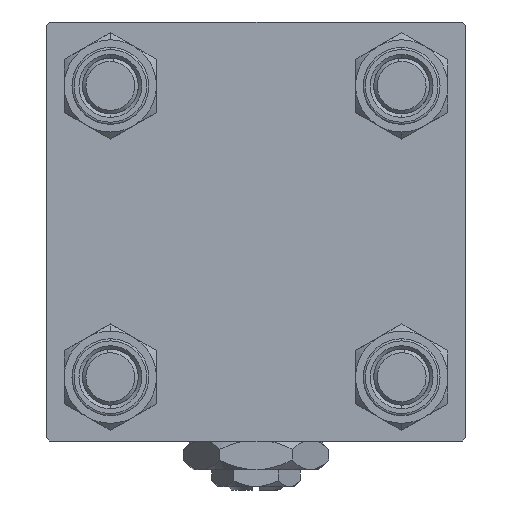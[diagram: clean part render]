
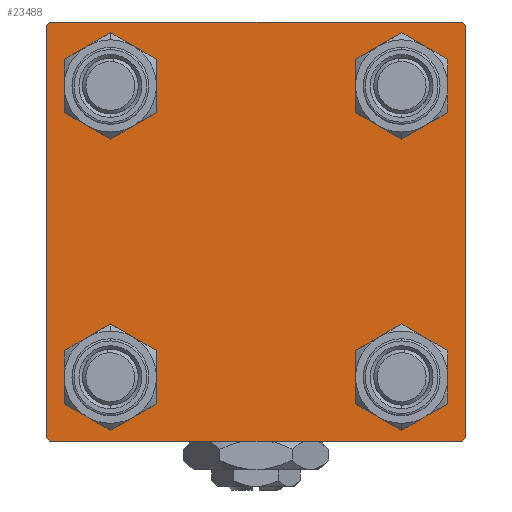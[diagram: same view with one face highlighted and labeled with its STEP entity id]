
A CAD part, left-side view. The second image highlights one B-rep face of the part: STEP entity #23488.
In plain terms, the highlighted planar face has unit normal (-1, 0, 0).
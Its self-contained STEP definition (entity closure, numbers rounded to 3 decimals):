
#234 = EDGE_CURVE ( 'NONE', #11209, #12087, #31943, .T. ) ;
#345 = FACE_OUTER_BOUND ( 'NONE', #3361, .T. ) ;
#400 = CARTESIAN_POINT ( 'NONE',  ( 0., -20.85, 20.85 ) ) ;
#735 = EDGE_CURVE ( 'NONE', #42134, #15515, #11405, .T. ) ;
#867 = PLANE ( 'NONE',  #1851 ) ;
#1205 = CARTESIAN_POINT ( 'NONE',  ( 0., 20.85, -16.35 ) ) ;
#1851 = AXIS2_PLACEMENT_3D ( 'NONE', #49413, #36752, #25155 ) ;
#1922 = EDGE_CURVE ( 'NONE', #13574, #33667, #14013, .T. ) ;
#3361 = EDGE_LOOP ( 'NONE', ( #39490, #35849, #30288, #4805, #12321, #23206, #20703, #45053 ) ) ;
#3693 = DIRECTION ( 'NONE',  ( 0., 0.707, -0.707 ) ) ;
#3711 = VERTEX_POINT ( 'NONE', #1205 ) ;
#3772 = AXIS2_PLACEMENT_3D ( 'NONE', #22989, #39078, #51223 ) ;
#4099 = EDGE_CURVE ( 'NONE', #33988, #8670, #18806, .T. ) ;
#4500 = CARTESIAN_POINT ( 'NONE',  ( 0., 20.85, 20.85 ) ) ;
#4570 = FACE_BOUND ( 'NONE', #44210, .T. ) ;
#4711 = CARTESIAN_POINT ( 'NONE',  ( 0., -20.85, -25.35 ) ) ;
#4786 = CIRCLE ( 'NONE', #18250, 4.5 ) ;
#4805 = ORIENTED_EDGE ( 'NONE', *, *, #44484, .T. ) ;
#5027 = CARTESIAN_POINT ( 'NONE',  ( 0., -30., -29.5 ) ) ;
#5096 = FACE_BOUND ( 'NONE', #24736, .T. ) ;
#6451 = CARTESIAN_POINT ( 'NONE',  ( 0., -20.85, -20.85 ) ) ;
#7051 = AXIS2_PLACEMENT_3D ( 'NONE', #21233, #13049, #28913 ) ;
#7185 = LINE ( 'NONE', #30961, #22639 ) ;
#8375 = ORIENTED_EDGE ( 'NONE', *, *, #20708, .T. ) ;
#8667 = CARTESIAN_POINT ( 'NONE',  ( 0., 30., -29.5 ) ) ;
#8670 = VERTEX_POINT ( 'NONE', #9991 ) ;
#9485 = CIRCLE ( 'NONE', #50778, 4.5 ) ;
#9964 = LINE ( 'NONE', #34248, #45548 ) ;
#9991 = CARTESIAN_POINT ( 'NONE',  ( 0., -29.5, 30. ) ) ;
#10579 = VECTOR ( 'NONE', #3693, 1000. ) ;
#11012 = ORIENTED_EDGE ( 'NONE', *, *, #27386, .T. ) ;
#11209 = VERTEX_POINT ( 'NONE', #41686 ) ;
#11405 = LINE ( 'NONE', #31752, #13977 ) ;
#12087 = VERTEX_POINT ( 'NONE', #22692 ) ;
#12321 = ORIENTED_EDGE ( 'NONE', *, *, #28781, .F. ) ;
#12972 = CARTESIAN_POINT ( 'NONE',  ( 0., 20.85, 25.35 ) ) ;
#13049 = DIRECTION ( 'NONE',  ( 1., 0., 0. ) ) ;
#13565 = AXIS2_PLACEMENT_3D ( 'NONE', #400, #17482, #25668 ) ;
#13574 = VERTEX_POINT ( 'NONE', #12972 ) ;
#13924 = VECTOR ( 'NONE', #46606, 1000. ) ;
#13977 = VECTOR ( 'NONE', #42807, 1000. ) ;
#14013 = CIRCLE ( 'NONE', #30033, 4.5 ) ;
#14434 = LINE ( 'NONE', #26314, #13924 ) ;
#14981 = ORIENTED_EDGE ( 'NONE', *, *, #42080, .T. ) ;
#15515 = VERTEX_POINT ( 'NONE', #37719 ) ;
#15518 = EDGE_CURVE ( 'NONE', #33667, #13574, #21070, .T. ) ;
#16314 = CIRCLE ( 'NONE', #7051, 4.5 ) ;
#16441 = VERTEX_POINT ( 'NONE', #4711 ) ;
#17153 = ORIENTED_EDGE ( 'NONE', *, *, #1922, .T. ) ;
#17442 = EDGE_CURVE ( 'NONE', #11209, #8670, #9964, .T. ) ;
#17482 = DIRECTION ( 'NONE',  ( 1., 0., 0. ) ) ;
#17668 = DIRECTION ( 'NONE',  ( 1., 0., 0. ) ) ;
#17896 = CARTESIAN_POINT ( 'NONE',  ( 0., 20.85, 20.85 ) ) ;
#18191 = VERTEX_POINT ( 'NONE', #47823 ) ;
#18250 = AXIS2_PLACEMENT_3D ( 'NONE', #38157, #34206, #18362 ) ;
#18362 = DIRECTION ( 'NONE',  ( 0., 0., 1. ) ) ;
#18806 = LINE ( 'NONE', #47307, #31796 ) ;
#19500 = CARTESIAN_POINT ( 'NONE',  ( 0., 20.85, -25.35 ) ) ;
#20655 = FACE_BOUND ( 'NONE', #32021, .T. ) ;
#20703 = ORIENTED_EDGE ( 'NONE', *, *, #17442, .F. ) ;
#20708 = EDGE_CURVE ( 'NONE', #28400, #31152, #48976, .T. ) ;
#21070 = CIRCLE ( 'NONE', #48048, 4.5 ) ;
#21233 = CARTESIAN_POINT ( 'NONE',  ( 0., 20.85, -20.85 ) ) ;
#21515 = CIRCLE ( 'NONE', #51892, 4.5 ) ;
#22639 = VECTOR ( 'NONE', #27786, 1000. ) ;
#22692 = CARTESIAN_POINT ( 'NONE',  ( 0., 30., 29.5 ) ) ;
#22926 = CARTESIAN_POINT ( 'NONE',  ( 0., -30., 29.5 ) ) ;
#22989 = CARTESIAN_POINT ( 'NONE',  ( 0., -20.85, -20.85 ) ) ;
#23206 = ORIENTED_EDGE ( 'NONE', *, *, #4099, .T. ) ;
#23488 = ADVANCED_FACE ( 'NONE', ( #4570, #5096, #48901, #20655, #345 ), #867, .T. ) ;
#24566 = CARTESIAN_POINT ( 'NONE',  ( 0., 20.85, 16.35 ) ) ;
#24736 = EDGE_LOOP ( 'NONE', ( #14981, #37154 ) ) ;
#24903 = EDGE_CURVE ( 'NONE', #33981, #3711, #9485, .T. ) ;
#25028 = EDGE_LOOP ( 'NONE', ( #11012, #48730 ) ) ;
#25155 = DIRECTION ( 'NONE',  ( 0., 0., 1. ) ) ;
#25316 = DIRECTION ( 'NONE',  ( 0., 0., 1. ) ) ;
#25571 = DIRECTION ( 'NONE',  ( 1., 0., 0. ) ) ;
#25668 = DIRECTION ( 'NONE',  ( 0., 0., 1. ) ) ;
#26314 = CARTESIAN_POINT ( 'NONE',  ( 0., 30., 30. ) ) ;
#27386 = EDGE_CURVE ( 'NONE', #3711, #33981, #16314, .T. ) ;
#27533 = VECTOR ( 'NONE', #49355, 1000. ) ;
#27786 = DIRECTION ( 'NONE',  ( 0., -0.707, -0.707 ) ) ;
#28159 = VECTOR ( 'NONE', #29314, 1000. ) ;
#28400 = VERTEX_POINT ( 'NONE', #52084 ) ;
#28781 = EDGE_CURVE ( 'NONE', #33988, #40250, #33532, .T. ) ;
#28913 = DIRECTION ( 'NONE',  ( 0., 0., 1. ) ) ;
#29314 = DIRECTION ( 'NONE',  ( 0., 0., -1. ) ) ;
#30033 = AXIS2_PLACEMENT_3D ( 'NONE', #17896, #25571, #25316 ) ;
#30288 = ORIENTED_EDGE ( 'NONE', *, *, #735, .T. ) ;
#30434 = DIRECTION ( 'NONE',  ( 1., 0., 0. ) ) ;
#30743 = CIRCLE ( 'NONE', #3772, 4.5 ) ;
#30961 = CARTESIAN_POINT ( 'NONE',  ( 0., 29.75, -29.75 ) ) ;
#31152 = VERTEX_POINT ( 'NONE', #40565 ) ;
#31752 = CARTESIAN_POINT ( 'NONE',  ( 0., 30., -30. ) ) ;
#31796 = VECTOR ( 'NONE', #50740, 1000. ) ;
#31943 = LINE ( 'NONE', #36136, #10579 ) ;
#32021 = EDGE_LOOP ( 'NONE', ( #17153, #34804 ) ) ;
#32762 = CARTESIAN_POINT ( 'NONE',  ( 0., -30., 30. ) ) ;
#33532 = LINE ( 'NONE', #32762, #28159 ) ;
#33605 = EDGE_CURVE ( 'NONE', #16441, #18191, #30743, .T. ) ;
#33667 = VERTEX_POINT ( 'NONE', #24566 ) ;
#33981 = VERTEX_POINT ( 'NONE', #19500 ) ;
#33988 = VERTEX_POINT ( 'NONE', #22926 ) ;
#34206 = DIRECTION ( 'NONE',  ( 1., 0., 0. ) ) ;
#34248 = CARTESIAN_POINT ( 'NONE',  ( 0., 30., 30. ) ) ;
#34804 = ORIENTED_EDGE ( 'NONE', *, *, #15518, .T. ) ;
#35029 = EDGE_CURVE ( 'NONE', #12087, #41587, #14434, .T. ) ;
#35849 = ORIENTED_EDGE ( 'NONE', *, *, #52236, .T. ) ;
#36136 = CARTESIAN_POINT ( 'NONE',  ( 0., 29.75, 29.75 ) ) ;
#36752 = DIRECTION ( 'NONE',  ( -1., 0., 0. ) ) ;
#37154 = ORIENTED_EDGE ( 'NONE', *, *, #33605, .T. ) ;
#37719 = CARTESIAN_POINT ( 'NONE',  ( 0., -29.5, -30. ) ) ;
#37817 = DIRECTION ( 'NONE',  ( 0., 0., 1. ) ) ;
#38078 = CARTESIAN_POINT ( 'NONE',  ( 0., 20.85, -20.85 ) ) ;
#38157 = CARTESIAN_POINT ( 'NONE',  ( 0., -20.85, 20.85 ) ) ;
#38612 = EDGE_CURVE ( 'NONE', #31152, #28400, #4786, .T. ) ;
#39078 = DIRECTION ( 'NONE',  ( 1., 0., 0. ) ) ;
#39490 = ORIENTED_EDGE ( 'NONE', *, *, #35029, .T. ) ;
#39991 = ORIENTED_EDGE ( 'NONE', *, *, #38612, .T. ) ;
#40250 = VERTEX_POINT ( 'NONE', #5027 ) ;
#40565 = CARTESIAN_POINT ( 'NONE',  ( 0., -20.85, 25.35 ) ) ;
#41587 = VERTEX_POINT ( 'NONE', #8667 ) ;
#41683 = CARTESIAN_POINT ( 'NONE',  ( 0., -29.75, -29.75 ) ) ;
#41686 = CARTESIAN_POINT ( 'NONE',  ( 0., 29.5, 30. ) ) ;
#42080 = EDGE_CURVE ( 'NONE', #18191, #16441, #21515, .T. ) ;
#42134 = VERTEX_POINT ( 'NONE', #51319 ) ;
#42807 = DIRECTION ( 'NONE',  ( 0., -1., 0. ) ) ;
#44210 = EDGE_LOOP ( 'NONE', ( #39991, #8375 ) ) ;
#44484 = EDGE_CURVE ( 'NONE', #15515, #40250, #45397, .T. ) ;
#45053 = ORIENTED_EDGE ( 'NONE', *, *, #234, .T. ) ;
#45397 = LINE ( 'NONE', #41683, #27533 ) ;
#45548 = VECTOR ( 'NONE', #50340, 1000. ) ;
#46606 = DIRECTION ( 'NONE',  ( 0., 0., -1. ) ) ;
#47307 = CARTESIAN_POINT ( 'NONE',  ( 0., -29.75, 29.75 ) ) ;
#47823 = CARTESIAN_POINT ( 'NONE',  ( 0., -20.85, -16.35 ) ) ;
#48048 = AXIS2_PLACEMENT_3D ( 'NONE', #4500, #17668, #49079 ) ;
#48730 = ORIENTED_EDGE ( 'NONE', *, *, #24903, .T. ) ;
#48901 = FACE_BOUND ( 'NONE', #25028, .T. ) ;
#48976 = CIRCLE ( 'NONE', #13565, 4.5 ) ;
#49079 = DIRECTION ( 'NONE',  ( 0., 0., 1. ) ) ;
#49355 = DIRECTION ( 'NONE',  ( 0., -0.707, 0.707 ) ) ;
#49413 = CARTESIAN_POINT ( 'NONE',  ( 0., 0., 0. ) ) ;
#50340 = DIRECTION ( 'NONE',  ( 0., -1., 0. ) ) ;
#50740 = DIRECTION ( 'NONE',  ( 0., 0.707, 0.707 ) ) ;
#50778 = AXIS2_PLACEMENT_3D ( 'NONE', #38078, #30434, #37817 ) ;
#51052 = DIRECTION ( 'NONE',  ( 1., 0., 0. ) ) ;
#51223 = DIRECTION ( 'NONE',  ( 0., 0., 1. ) ) ;
#51319 = CARTESIAN_POINT ( 'NONE',  ( 0., 29.5, -30. ) ) ;
#51580 = DIRECTION ( 'NONE',  ( 0., 0., 1. ) ) ;
#51892 = AXIS2_PLACEMENT_3D ( 'NONE', #6451, #51052, #51580 ) ;
#52084 = CARTESIAN_POINT ( 'NONE',  ( 0., -20.85, 16.35 ) ) ;
#52236 = EDGE_CURVE ( 'NONE', #41587, #42134, #7185, .T. ) ;
